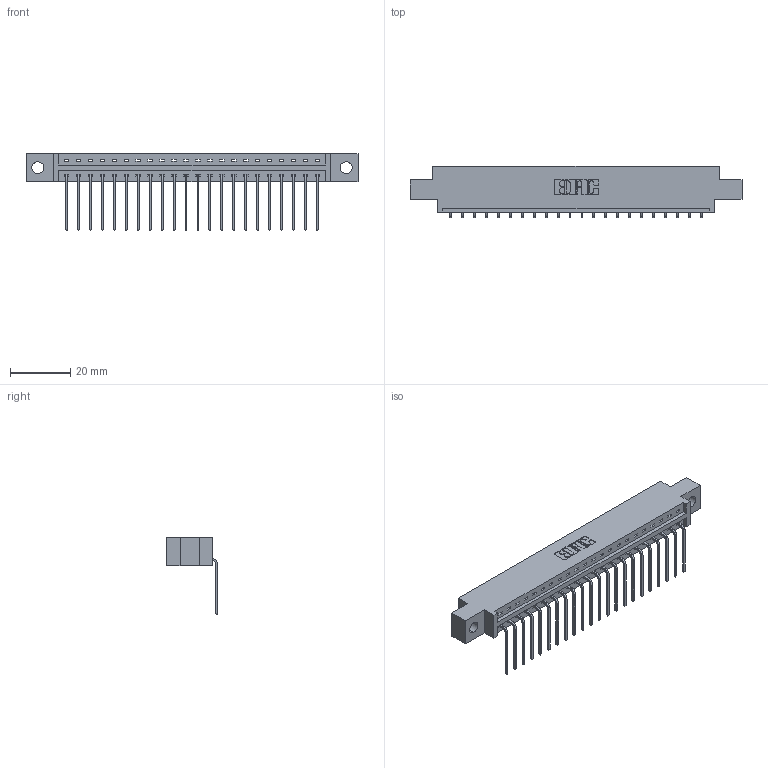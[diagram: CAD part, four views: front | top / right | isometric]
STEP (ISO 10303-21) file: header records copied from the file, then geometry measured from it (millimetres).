
FILE_DESCRIPTION (( 'STEP AP203' ), '1' );
FILE_NAME ('387-022-559-604.STEP', '2018-09-14T06:49:34', ( '' ), ( '' ), 'SwSTEP 2.0', 'SolidWorks 2016', '' );
FILE_SCHEMA (( 'CONFIG_CONTROL_DESIGN' ));
Length unit declared in the file: inch
Products named in the file (3): 337 Part_0.170 Offset - 0.156 Dia-TH; 345-292-001_558 559 Tail - 1; 387-022-559-604
Assembly tree (23 placements, depth 2):
  387-022-559-604
    337 Part_0.170 Offset - 0.156 Dia-TH
    345-292-001_558 559 Tail - 1  x22
Bounding box: 110.19 x 17.09 x 25.53 mm (x, y, z)
Volume: 11069.6 mm3; surface area: 11669.8 mm2
Topology: 23 solids, 23 shells, 1526 faces, 4591 edges, 3030 vertices
Faces by surface type: plane 1130, cylinder 396
Entity records: 19159 total; most frequent: CARTESIAN_POINT 3344, ORIENTED_EDGE 3302, DIRECTION 2855, EDGE_CURVE 1651, LINE 1523, VECTOR 1523, VERTEX_POINT 1098, AXIS2_PLACEMENT_3D 666
